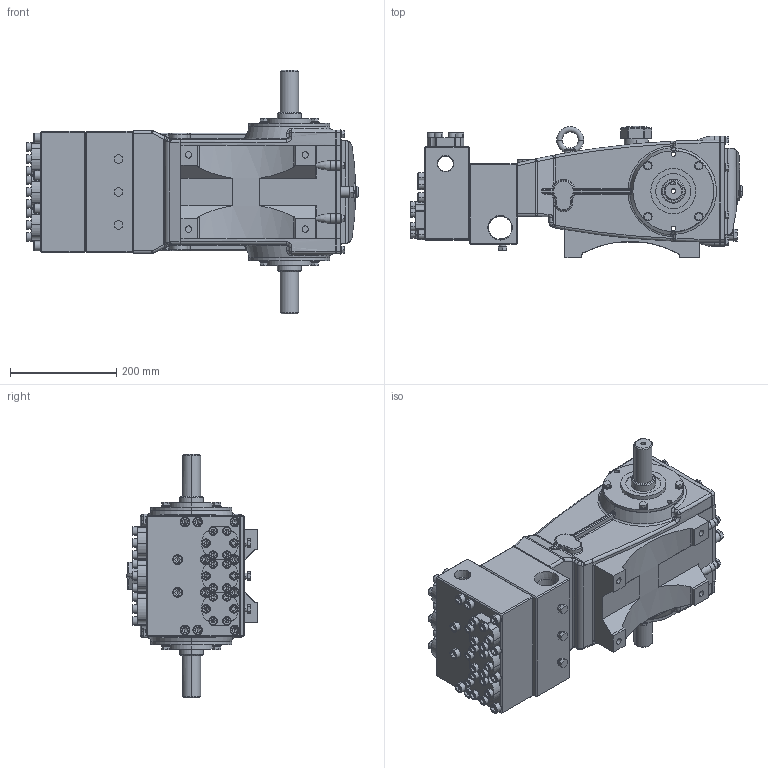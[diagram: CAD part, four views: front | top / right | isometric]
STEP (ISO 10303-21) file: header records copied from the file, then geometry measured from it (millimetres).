
FILE_DESCRIPTION (( 'STEP AP214' ), '1' );
FILE_NAME ('3811.STEP', '2011-11-02T12:24:29', ( 'Mary Jo Helmbrecht' ), ( 'DDC' ), 'SwSTEP 2.0', 'SolidWorks 2011', '' );
FILE_SCHEMA (( 'AUTOMOTIVE_DESIGN' ));
Length unit declared in the file: millimetre
Products named in the file (1): 3811
Bounding box: 625.99 x 247.5 x 459.99 mm (x, y, z)
Surface area: 962630.1 mm2 (no closed solid volume)
Topology: 0 solids, 79 shells, 1574 faces, 4828 edges, 3060 vertices
Faces by surface type: plane 783, cylinder 430, cone 198, torus 74, bspline 70, sphere 19
Entity records: 75118 total; most frequent: CARTESIAN_POINT 15354, DIRECTION 9265, ORIENTED_EDGE 7846, EDGE_CURVE 4746, AXIS2_PLACEMENT_3D 3281, VERTEX_POINT 3060, VECTOR 2703, LINE 2703
